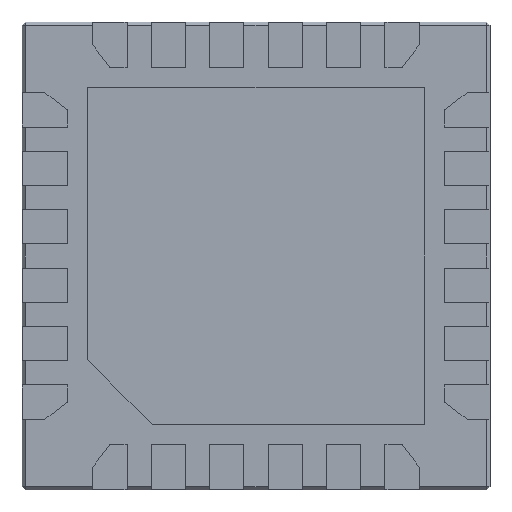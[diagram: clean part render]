
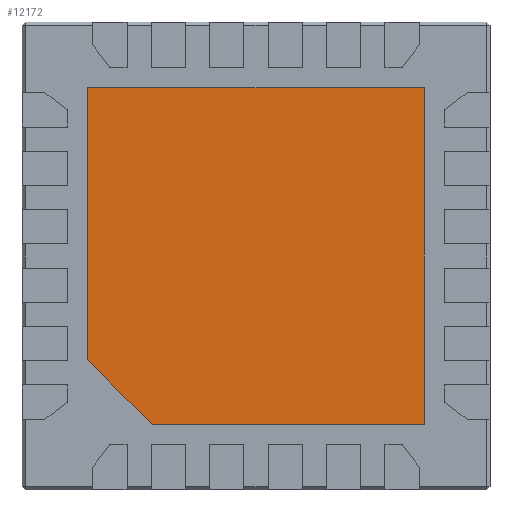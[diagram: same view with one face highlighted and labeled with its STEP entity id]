
A CAD part, front view. The second image highlights one B-rep face of the part: STEP entity #12172.
In plain terms, the highlighted planar face has unit normal (0, -1, 0).
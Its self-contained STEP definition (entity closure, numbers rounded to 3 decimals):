
#721 = VERTEX_POINT ( 'NONE', #9468 ) ;
#1008 = CARTESIAN_POINT ( 'NONE',  ( 1.475, 0., 1.475 ) ) ;
#1095 = CARTESIAN_POINT ( 'NONE',  ( 1.475, 0., -1.475 ) ) ;
#1761 = EDGE_LOOP ( 'NONE', ( #6389, #6296, #8228, #7724, #8537 ) ) ;
#1790 = VERTEX_POINT ( 'NONE', #12691 ) ;
#2640 = VECTOR ( 'NONE', #3060, 1000. ) ;
#3060 = DIRECTION ( 'NONE',  ( 1., 0., 0. ) ) ;
#3737 = LINE ( 'NONE', #14287, #7042 ) ;
#4292 = CARTESIAN_POINT ( 'NONE',  ( 0., 0., 0. ) ) ;
#4868 = EDGE_CURVE ( 'NONE', #1790, #721, #7993, .T. ) ;
#5025 = VECTOR ( 'NONE', #12629, 1000. ) ;
#5141 = VERTEX_POINT ( 'NONE', #1008 ) ;
#5457 = DIRECTION ( 'NONE',  ( 0., 1., 0. ) ) ;
#6296 = ORIENTED_EDGE ( 'NONE', *, *, #10781, .F. ) ;
#6389 = ORIENTED_EDGE ( 'NONE', *, *, #11104, .T. ) ;
#7022 = VECTOR ( 'NONE', #14069, 1000. ) ;
#7042 = VECTOR ( 'NONE', #10864, 1000. ) ;
#7425 = VERTEX_POINT ( 'NONE', #11475 ) ;
#7724 = ORIENTED_EDGE ( 'NONE', *, *, #10030, .T. ) ;
#7993 = LINE ( 'NONE', #9282, #5025 ) ;
#8228 = ORIENTED_EDGE ( 'NONE', *, *, #4868, .F. ) ;
#8537 = ORIENTED_EDGE ( 'NONE', *, *, #11269, .T. ) ;
#9260 = LINE ( 'NONE', #9556, #7022 ) ;
#9282 = CARTESIAN_POINT ( 'NONE',  ( -1.475, 0., 0. ) ) ;
#9305 = VERTEX_POINT ( 'NONE', #1095 ) ;
#9468 = CARTESIAN_POINT ( 'NONE',  ( -1.475, 0., 1.475 ) ) ;
#9556 = CARTESIAN_POINT ( 'NONE',  ( 1.475, 0., 0. ) ) ;
#9680 = LINE ( 'NONE', #12727, #11949 ) ;
#10030 = EDGE_CURVE ( 'NONE', #1790, #7425, #9680, .T. ) ;
#10547 = FACE_OUTER_BOUND ( 'NONE', #1761, .T. ) ;
#10781 = EDGE_CURVE ( 'NONE', #721, #5141, #3737, .T. ) ;
#10864 = DIRECTION ( 'NONE',  ( 1., 0., 0. ) ) ;
#11104 = EDGE_CURVE ( 'NONE', #9305, #5141, #9260, .T. ) ;
#11269 = EDGE_CURVE ( 'NONE', #7425, #9305, #12898, .T. ) ;
#11475 = CARTESIAN_POINT ( 'NONE',  ( -0.909, 0., -1.475 ) ) ;
#11949 = VECTOR ( 'NONE', #13875, 1000. ) ;
#11952 = PLANE ( 'NONE',  #14237 ) ;
#12172 = ADVANCED_FACE ( 'NONE', ( #10547 ), #11952, .F. ) ;
#12629 = DIRECTION ( 'NONE',  ( 0., 0., 1. ) ) ;
#12691 = CARTESIAN_POINT ( 'NONE',  ( -1.475, 0., -0.909 ) ) ;
#12727 = CARTESIAN_POINT ( 'NONE',  ( -1.192, 0., -1.192 ) ) ;
#12898 = LINE ( 'NONE', #14207, #2640 ) ;
#13875 = DIRECTION ( 'NONE',  ( 0.707, 0., -0.707 ) ) ;
#14069 = DIRECTION ( 'NONE',  ( 0., 0., 1. ) ) ;
#14207 = CARTESIAN_POINT ( 'NONE',  ( 0., 0., -1.475 ) ) ;
#14237 = AXIS2_PLACEMENT_3D ( 'NONE', #4292, #5457, #14259 ) ;
#14259 = DIRECTION ( 'NONE',  ( 0., 0., 1. ) ) ;
#14287 = CARTESIAN_POINT ( 'NONE',  ( 0., 0., 1.475 ) ) ;
